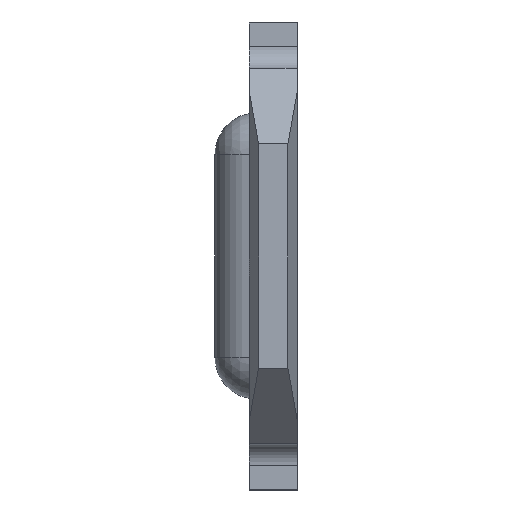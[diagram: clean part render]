
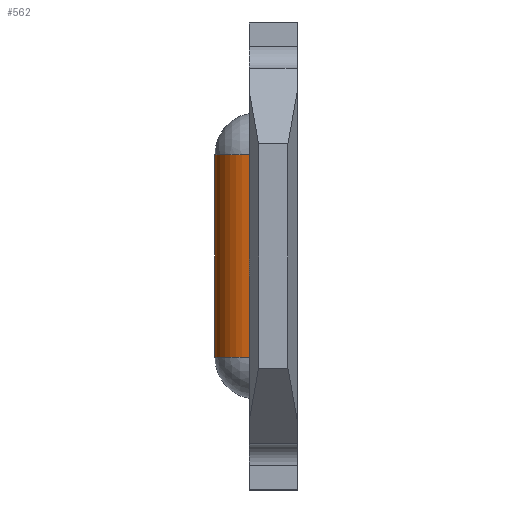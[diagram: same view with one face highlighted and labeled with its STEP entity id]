
A CAD part, left-side view. The second image highlights one B-rep face of the part: STEP entity #562.
In plain terms, the highlighted cylindrical face has radius 0.711 mm (diameter 1.422 mm), a partial arc.
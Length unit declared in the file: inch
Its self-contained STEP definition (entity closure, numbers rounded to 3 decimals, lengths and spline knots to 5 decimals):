
#22 = VERTEX_POINT ( 'NONE', #534 ) ;
#92 = DIRECTION ( 'NONE',  ( 0., 0., 1. ) ) ;
#149 = CARTESIAN_POINT ( 'NONE',  ( -0.07, -0.005, 0.0675 ) ) ;
#155 = DIRECTION ( 'NONE',  ( 0., 0., 1. ) ) ;
#166 = CARTESIAN_POINT ( 'NONE',  ( -0.04245, 0., -0.0675 ) ) ;
#220 = AXIS2_PLACEMENT_3D ( 'NONE', #149, #92, #302 ) ;
#244 = VECTOR ( 'NONE', #155, 39.37008 ) ;
#251 = VERTEX_POINT ( 'NONE', #758 ) ;
#276 = CIRCLE ( 'NONE', #330, 0.028 ) ;
#279 = CARTESIAN_POINT ( 'NONE',  ( -0.04245, 0., 0.0675 ) ) ;
#299 = CYLINDRICAL_SURFACE ( 'NONE', #350, 0.028 ) ;
#302 = DIRECTION ( 'NONE',  ( 1., 0., 0. ) ) ;
#330 = AXIS2_PLACEMENT_3D ( 'NONE', #866, #416, #478 ) ;
#350 = AXIS2_PLACEMENT_3D ( 'NONE', #820, #680, #822 ) ;
#355 = EDGE_LOOP ( 'NONE', ( #730, #662, #387, #480 ) ) ;
#387 = ORIENTED_EDGE ( 'NONE', *, *, #599, .T. ) ;
#396 = VERTEX_POINT ( 'NONE', #279 ) ;
#416 = DIRECTION ( 'NONE',  ( 0., 0., 1. ) ) ;
#478 = DIRECTION ( 'NONE',  ( 1., 0., 0. ) ) ;
#480 = ORIENTED_EDGE ( 'NONE', *, *, #523, .T. ) ;
#523 = EDGE_CURVE ( 'NONE', #686, #251, #540, .T. ) ;
#534 = CARTESIAN_POINT ( 'NONE',  ( -0.04245, 0., -0.0675 ) ) ;
#540 = LINE ( 'NONE', #547, #821 ) ;
#547 = CARTESIAN_POINT ( 'NONE',  ( -0.09755, 0., -0.0675 ) ) ;
#562 = ADVANCED_FACE ( 'NONE', ( #862 ), #299, .T. ) ;
#599 = EDGE_CURVE ( 'NONE', #22, #686, #276, .T. ) ;
#630 = CARTESIAN_POINT ( 'NONE',  ( -0.09755, 0., -0.0675 ) ) ;
#662 = ORIENTED_EDGE ( 'NONE', *, *, #744, .F. ) ;
#666 = DIRECTION ( 'NONE',  ( 0., 0., 1. ) ) ;
#680 = DIRECTION ( 'NONE',  ( 0., 0., 1. ) ) ;
#686 = VERTEX_POINT ( 'NONE', #630 ) ;
#730 = ORIENTED_EDGE ( 'NONE', *, *, #882, .F. ) ;
#744 = EDGE_CURVE ( 'NONE', #22, #396, #804, .T. ) ;
#758 = CARTESIAN_POINT ( 'NONE',  ( -0.09755, 0., 0.0675 ) ) ;
#762 = CIRCLE ( 'NONE', #220, 0.028 ) ;
#804 = LINE ( 'NONE', #166, #244 ) ;
#820 = CARTESIAN_POINT ( 'NONE',  ( -0.07, -0.005, -0.0675 ) ) ;
#821 = VECTOR ( 'NONE', #666, 39.37008 ) ;
#822 = DIRECTION ( 'NONE',  ( 1., 0., 0. ) ) ;
#862 = FACE_OUTER_BOUND ( 'NONE', #355, .T. ) ;
#866 = CARTESIAN_POINT ( 'NONE',  ( -0.07, -0.005, -0.0675 ) ) ;
#882 = EDGE_CURVE ( 'NONE', #396, #251, #762, .T. ) ;
